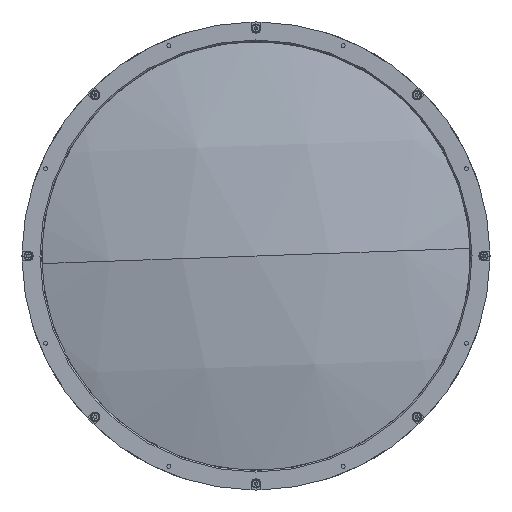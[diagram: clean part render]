
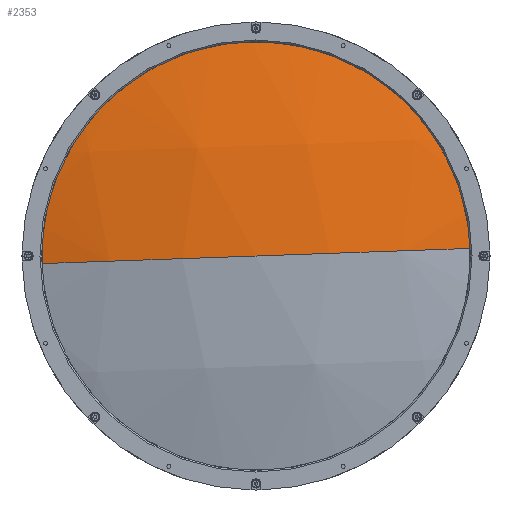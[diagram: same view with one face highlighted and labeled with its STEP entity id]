
A CAD part, left-side view. The second image highlights one B-rep face of the part: STEP entity #2353.
In plain terms, the highlighted spherical face has radius 510.4 mm.
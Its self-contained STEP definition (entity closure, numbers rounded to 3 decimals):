
#252 = CARTESIAN_POINT ( 'NONE',  ( 507.407, 0., 0. ) ) ;
#761 = CARTESIAN_POINT ( 'NONE',  ( 16.583, 139.912, -4.961 ) ) ;
#1004 = CARTESIAN_POINT ( 'NONE',  ( 16.583, 0., 0. ) ) ;
#1122 = EDGE_CURVE ( 'NONE', #10074, #7134, #3593, .T. ) ;
#1798 = DIRECTION ( 'NONE',  ( 0., 0.999, -0.035 ) ) ;
#2353 = ADVANCED_FACE ( 'NONE', ( #17417 ), #13473, .T. ) ;
#2797 = EDGE_LOOP ( 'NONE', ( #16426, #4622, #15290 ) ) ;
#3242 = CARTESIAN_POINT ( 'NONE',  ( -2.993, 0., 0. ) ) ;
#3593 = CIRCLE ( 'NONE', #8922, 140. ) ;
#4224 = CARTESIAN_POINT ( 'NONE',  ( 507.407, 0., 0. ) ) ;
#4622 = ORIENTED_EDGE ( 'NONE', *, *, #12287, .T. ) ;
#5714 = DIRECTION ( 'NONE',  ( 0., -0.999, 0.035 ) ) ;
#6630 = CIRCLE ( 'NONE', #10272, 510.4 ) ;
#6817 = DIRECTION ( 'NONE',  ( 0., 0.035, 0.999 ) ) ;
#7134 = VERTEX_POINT ( 'NONE', #761 ) ;
#8922 = AXIS2_PLACEMENT_3D ( 'NONE', #1004, #14821, #6817 ) ;
#9350 = CARTESIAN_POINT ( 'NONE',  ( 16.583, -139.912, 4.961 ) ) ;
#9745 = AXIS2_PLACEMENT_3D ( 'NONE', #10122, #12438, #18471 ) ;
#10074 = VERTEX_POINT ( 'NONE', #9350 ) ;
#10122 = CARTESIAN_POINT ( 'NONE',  ( 507.407, 0., 0. ) ) ;
#10272 = AXIS2_PLACEMENT_3D ( 'NONE', #4224, #14682, #5714 ) ;
#10776 = DIRECTION ( 'NONE',  ( 0., -0.035, -0.999 ) ) ;
#11215 = CIRCLE ( 'NONE', #12106, 510.4 ) ;
#12106 = AXIS2_PLACEMENT_3D ( 'NONE', #252, #10776, #1798 ) ;
#12287 = EDGE_CURVE ( 'NONE', #7134, #13971, #6630, .T. ) ;
#12438 = DIRECTION ( 'NONE',  ( 0., 0.035, 0.999 ) ) ;
#13473 = SPHERICAL_SURFACE ( 'NONE', #9745, 510.4 ) ;
#13971 = VERTEX_POINT ( 'NONE', #3242 ) ;
#14682 = DIRECTION ( 'NONE',  ( 0., 0.035, 0.999 ) ) ;
#14821 = DIRECTION ( 'NONE',  ( -1., 0., 0. ) ) ;
#15290 = ORIENTED_EDGE ( 'NONE', *, *, #16817, .F. ) ;
#16426 = ORIENTED_EDGE ( 'NONE', *, *, #1122, .T. ) ;
#16817 = EDGE_CURVE ( 'NONE', #10074, #13971, #11215, .T. ) ;
#17417 = FACE_OUTER_BOUND ( 'NONE', #2797, .T. ) ;
#18471 = DIRECTION ( 'NONE',  ( 0., -0.999, 0.035 ) ) ;
